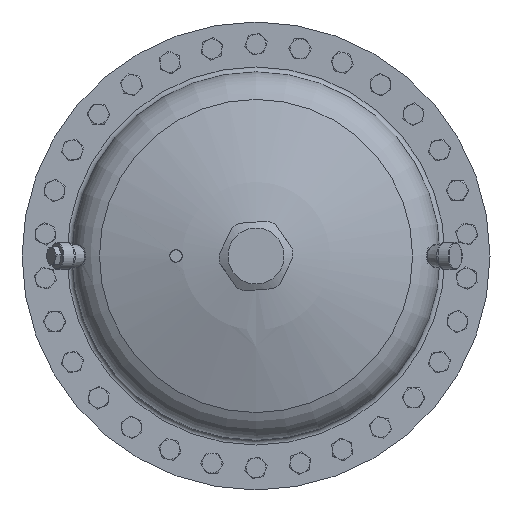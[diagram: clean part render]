
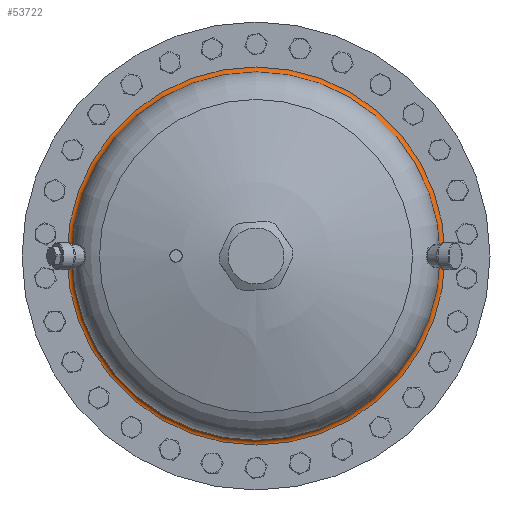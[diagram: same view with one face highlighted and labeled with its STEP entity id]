
A CAD part, front view. The second image highlights one B-rep face of the part: STEP entity #53722.
In plain terms, the highlighted toroidal (fillet/blend) face has major radius 153.5 mm and minor radius 4 mm.
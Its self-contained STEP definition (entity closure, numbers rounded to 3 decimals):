
#1370 = CARTESIAN_POINT ( 'NONE',  ( 0., -409.8, 0. ) ) ;
#4003 = CARTESIAN_POINT ( 'NONE',  ( 0., -405.8, 0. ) ) ;
#8445 = DIRECTION ( 'NONE',  ( 0., 0., 1. ) ) ;
#12945 = CARTESIAN_POINT ( 'NONE',  ( 0., -405.8, 153.5 ) ) ;
#17430 = EDGE_CURVE ( 'NONE', #19085, #19085, #61204, .T. ) ;
#19085 = VERTEX_POINT ( 'NONE', #12945 ) ;
#20522 = EDGE_LOOP ( 'NONE', ( #79405 ) ) ;
#23024 = CIRCLE ( 'NONE', #38692, 149.5 ) ;
#25956 = DIRECTION ( 'NONE',  ( 0., -1., 0. ) ) ;
#27219 = AXIS2_PLACEMENT_3D ( 'NONE', #47205, #40311, #8445 ) ;
#27680 = FACE_OUTER_BOUND ( 'NONE', #73208, .T. ) ;
#29767 = DIRECTION ( 'NONE',  ( 0., 0., 1. ) ) ;
#33335 = FACE_OUTER_BOUND ( 'NONE', #20522, .T. ) ;
#37532 = VERTEX_POINT ( 'NONE', #43285 ) ;
#38692 = AXIS2_PLACEMENT_3D ( 'NONE', #1370, #25956, #70478 ) ;
#40311 = DIRECTION ( 'NONE',  ( 0., -1., 0. ) ) ;
#43154 = EDGE_CURVE ( 'NONE', #37532, #37532, #23024, .T. ) ;
#43285 = CARTESIAN_POINT ( 'NONE',  ( 0., -409.8, 149.5 ) ) ;
#47205 = CARTESIAN_POINT ( 'NONE',  ( 0., -409.8, 0. ) ) ;
#51468 = ORIENTED_EDGE ( 'NONE', *, *, #43154, .F. ) ;
#53722 = ADVANCED_FACE ( 'NONE', ( #27680, #33335 ), #64972, .F. ) ;
#54246 = DIRECTION ( 'NONE',  ( 0., -1., 0. ) ) ;
#61204 = CIRCLE ( 'NONE', #67785, 153.5 ) ;
#64972 = TOROIDAL_SURFACE ( 'NONE', #27219, 153.5, 4. ) ;
#67785 = AXIS2_PLACEMENT_3D ( 'NONE', #4003, #54246, #29767 ) ;
#70478 = DIRECTION ( 'NONE',  ( 0., 0., 1. ) ) ;
#73208 = EDGE_LOOP ( 'NONE', ( #51468 ) ) ;
#79405 = ORIENTED_EDGE ( 'NONE', *, *, #17430, .T. ) ;
